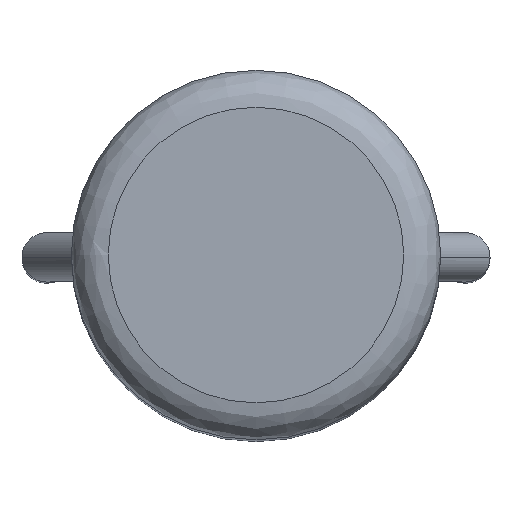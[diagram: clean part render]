
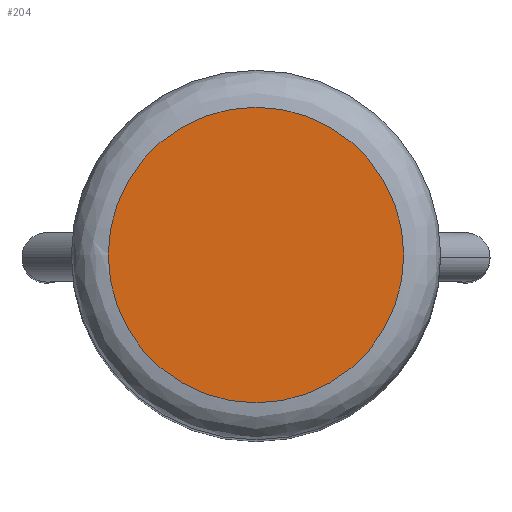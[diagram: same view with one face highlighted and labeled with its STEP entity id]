
A CAD part, top view. The second image highlights one B-rep face of the part: STEP entity #204.
In plain terms, the highlighted planar face has unit normal (0, 0, 1).
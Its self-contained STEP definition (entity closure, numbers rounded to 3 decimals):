
#26=DIRECTION('',(0.,0.,1.));
#64=CARTESIAN_POINT('',(0.85,0.,5.46));
#68=ORIENTED_EDGE('',*,*,#69,.T.);
#69=EDGE_CURVE('',#70,#70,#72,.T.);
#70=VERTEX_POINT('',#71);
#71=CARTESIAN_POINT('',(0.25,0.,5.46));
#72=CIRCLE('',#73,0.6);
#73=AXIS2_PLACEMENT_3D('',#64,#26,#74);
#74=DIRECTION('',(-1.,0.,0.));
#204=ADVANCED_FACE('',(#205),#207,.T.);
#205=FACE_BOUND('',#206,.T.);
#206=EDGE_LOOP('',(#68));
#207=PLANE('',#73);
